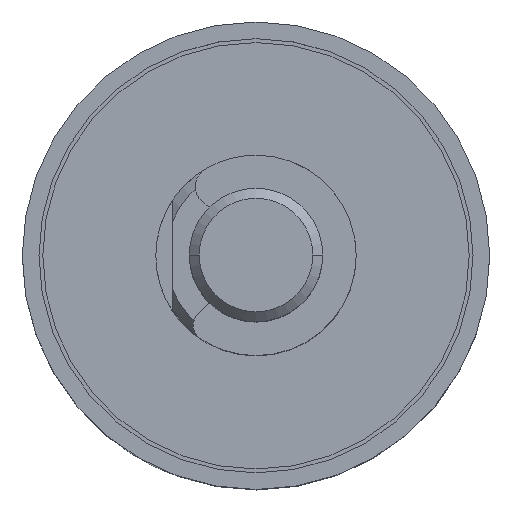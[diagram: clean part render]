
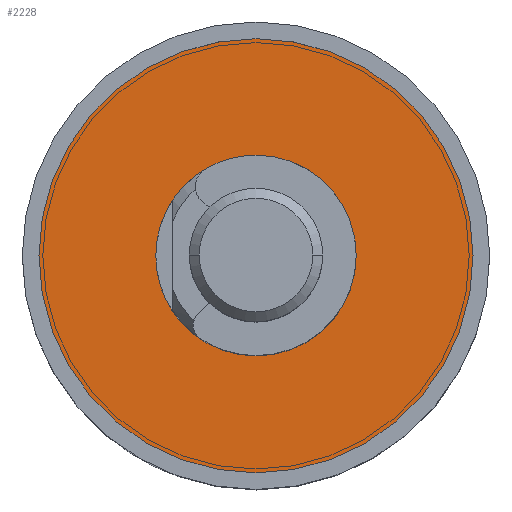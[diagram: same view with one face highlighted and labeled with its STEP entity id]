
A CAD part, top view. The second image highlights one B-rep face of the part: STEP entity #2228.
In plain terms, the highlighted planar face has unit normal (0, 0, 1).
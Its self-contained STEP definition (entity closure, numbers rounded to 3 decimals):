
#235 = CIRCLE ( 'NONE', #9714, 3. ) ;
#247 = CARTESIAN_POINT ( 'NONE',  ( -6.5, 0., 0.5 ) ) ;
#537 = CIRCLE ( 'NONE', #1777, 6.5 ) ;
#562 = EDGE_LOOP ( 'NONE', ( #9403, #11577 ) ) ;
#858 = AXIS2_PLACEMENT_3D ( 'NONE', #3192, #10606, #5937 ) ;
#1310 = VERTEX_POINT ( 'NONE', #247 ) ;
#1366 = CARTESIAN_POINT ( 'NONE',  ( 6.5, 0., 0.5 ) ) ;
#1699 = VERTEX_POINT ( 'NONE', #1366 ) ;
#1777 = AXIS2_PLACEMENT_3D ( 'NONE', #9463, #7689, #10408 ) ;
#2097 = AXIS2_PLACEMENT_3D ( 'NONE', #2520, #3440, #3476 ) ;
#2228 = ADVANCED_FACE ( 'NONE', ( #8592, #10305 ), #6227, .T. ) ;
#2248 = EDGE_LOOP ( 'NONE', ( #7742, #10570 ) ) ;
#2520 = CARTESIAN_POINT ( 'NONE',  ( 3., 0., 0.5 ) ) ;
#3192 = CARTESIAN_POINT ( 'NONE',  ( 0., 0., 0.5 ) ) ;
#3412 = VERTEX_POINT ( 'NONE', #7113 ) ;
#3440 = DIRECTION ( 'NONE',  ( 0., 0., 1. ) ) ;
#3476 = DIRECTION ( 'NONE',  ( 1., 0., 0. ) ) ;
#3906 = DIRECTION ( 'NONE',  ( -1., 0., 0. ) ) ;
#4325 = EDGE_CURVE ( 'NONE', #1310, #1699, #5005, .T. ) ;
#4344 = DIRECTION ( 'NONE',  ( 0., 0., -1. ) ) ;
#4564 = VERTEX_POINT ( 'NONE', #8007 ) ;
#5005 = CIRCLE ( 'NONE', #858, 6.5 ) ;
#5937 = DIRECTION ( 'NONE',  ( 1., 0., 0. ) ) ;
#6227 = PLANE ( 'NONE',  #2097 ) ;
#6649 = CARTESIAN_POINT ( 'NONE',  ( 0., 0., 0.5 ) ) ;
#7113 = CARTESIAN_POINT ( 'NONE',  ( -3., 0., 0.5 ) ) ;
#7689 = DIRECTION ( 'NONE',  ( 0., 0., 1. ) ) ;
#7742 = ORIENTED_EDGE ( 'NONE', *, *, #11219, .T. ) ;
#8007 = CARTESIAN_POINT ( 'NONE',  ( 3., 0., 0.5 ) ) ;
#8375 = EDGE_CURVE ( 'NONE', #3412, #4564, #10008, .T. ) ;
#8539 = DIRECTION ( 'NONE',  ( 0., 0., -1. ) ) ;
#8592 = FACE_BOUND ( 'NONE', #562, .T. ) ;
#8927 = DIRECTION ( 'NONE',  ( -1., 0., 0. ) ) ;
#8967 = CARTESIAN_POINT ( 'NONE',  ( 0., 0., 0.5 ) ) ;
#9403 = ORIENTED_EDGE ( 'NONE', *, *, #8375, .T. ) ;
#9463 = CARTESIAN_POINT ( 'NONE',  ( 0., 0., 0.5 ) ) ;
#9714 = AXIS2_PLACEMENT_3D ( 'NONE', #6649, #8539, #3906 ) ;
#10008 = CIRCLE ( 'NONE', #11844, 3. ) ;
#10305 = FACE_OUTER_BOUND ( 'NONE', #2248, .T. ) ;
#10408 = DIRECTION ( 'NONE',  ( 1., 0., 0. ) ) ;
#10570 = ORIENTED_EDGE ( 'NONE', *, *, #4325, .T. ) ;
#10606 = DIRECTION ( 'NONE',  ( 0., 0., 1. ) ) ;
#11219 = EDGE_CURVE ( 'NONE', #1699, #1310, #537, .T. ) ;
#11577 = ORIENTED_EDGE ( 'NONE', *, *, #11840, .T. ) ;
#11840 = EDGE_CURVE ( 'NONE', #4564, #3412, #235, .T. ) ;
#11844 = AXIS2_PLACEMENT_3D ( 'NONE', #8967, #4344, #8927 ) ;
